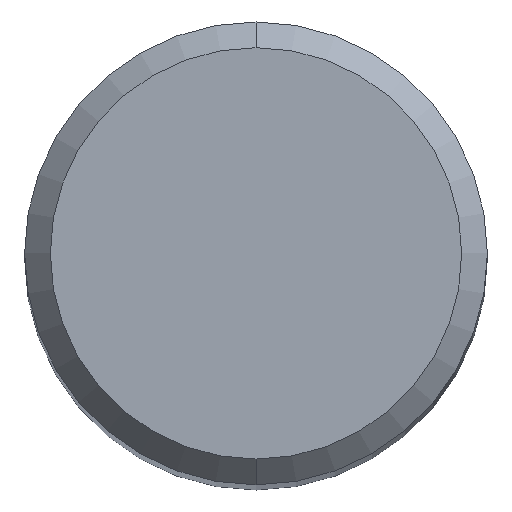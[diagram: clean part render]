
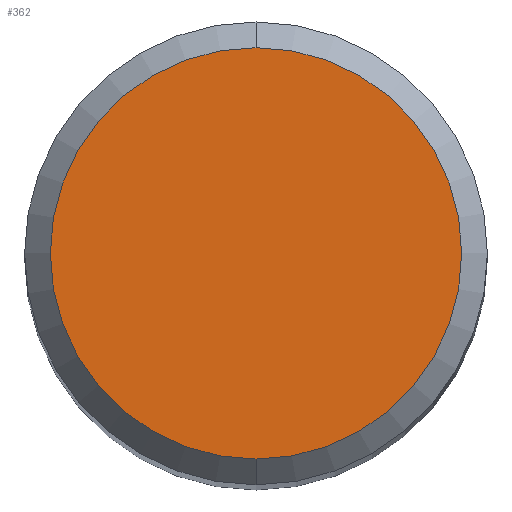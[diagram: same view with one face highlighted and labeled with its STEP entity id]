
A CAD part, top view. The second image highlights one B-rep face of the part: STEP entity #362.
In plain terms, the highlighted planar face has unit normal (0, 0, 1).
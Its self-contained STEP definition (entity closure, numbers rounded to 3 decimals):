
#176=EDGE_CURVE('',#416,#318,#477,.T.);
#228=EDGE_CURVE('',#318,#416,#536,.T.);
#318=VERTEX_POINT('',#632);
#362=ADVANCED_FACE('',(#683),#684,.T.);
#416=VERTEX_POINT('',#746);
#477=CIRCLE('',#803,4.0);
#536=CIRCLE('',#885,4.0);
#632=CARTESIAN_POINT('',(0.,-4.0,0.0));
#683=FACE_OUTER_BOUND('',#1250,.T.);
#684=PLANE('',#1251);
#746=CARTESIAN_POINT('',(0.0,4.0,0.0));
#803=AXIS2_PLACEMENT_3D('',#1455,#1456,#1457);
#885=AXIS2_PLACEMENT_3D('',#1541,#1542,#1543);
#1250=EDGE_LOOP('',(#1689,#1690));
#1251=AXIS2_PLACEMENT_3D('',#1691,#1692,#1693);
#1455=CARTESIAN_POINT('',(0.0,0.0,0.0));
#1456=DIRECTION('',(0.0,0.0,-1.0));
#1457=DIRECTION('',(0.0,1.0,0.0));
#1541=CARTESIAN_POINT('',(0.0,0.0,0.0));
#1542=DIRECTION('',(0.0,0.0,-1.0));
#1543=DIRECTION('',(0.0,1.0,0.0));
#1689=ORIENTED_EDGE('',*,*,#176,.F.);
#1690=ORIENTED_EDGE('',*,*,#228,.F.);
#1691=CARTESIAN_POINT('',(0.0,2.0,0.0));
#1692=DIRECTION('',(-0.0,0.0,1.0));
#1693=DIRECTION('',(0.0,-1.0,0.0));
